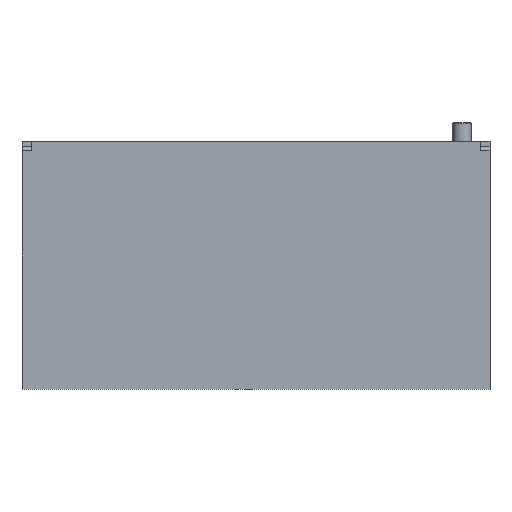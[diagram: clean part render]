
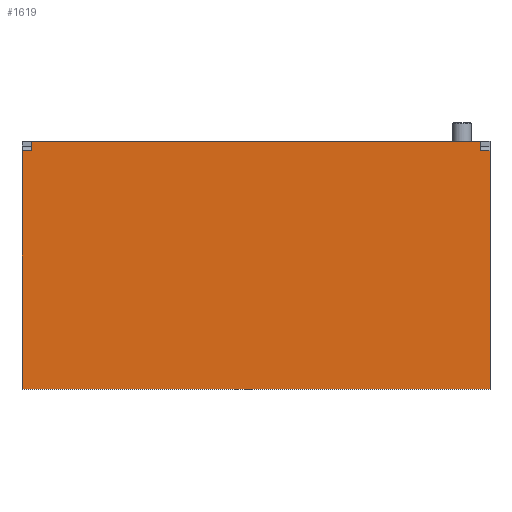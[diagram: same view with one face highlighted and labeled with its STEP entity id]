
A CAD part, front view. The second image highlights one B-rep face of the part: STEP entity #1619.
In plain terms, the highlighted planar face has unit normal (0, -1, 0).
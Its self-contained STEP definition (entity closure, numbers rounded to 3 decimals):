
#1324=CARTESIAN_POINT('',(-250.,0.,255.));
#1325=VERTEX_POINT('',#1324);
#1334=CARTESIAN_POINT('',(-240.,0.,255.));
#1335=VERTEX_POINT('',#1334);
#1343=CARTESIAN_POINT('',(-250.,0.,255.));
#1344=DIRECTION('',(1.,0.,0.));
#1345=VECTOR('',#1344,10.);
#1346=LINE('',#1343,#1345);
#1347=EDGE_CURVE('',#1325,#1335,#1346,.T.);
#1357=CARTESIAN_POINT('',(-240.,0.,265.));
#1358=VERTEX_POINT('',#1357);
#1365=CARTESIAN_POINT('',(-240.,0.,255.));
#1366=DIRECTION('',(0.,0.,1.));
#1367=VECTOR('',#1366,10.);
#1368=LINE('',#1365,#1367);
#1369=EDGE_CURVE('',#1335,#1358,#1368,.T.);
#1399=CARTESIAN_POINT('',(-250.,0.,0.));
#1400=VERTEX_POINT('',#1399);
#1407=CARTESIAN_POINT('',(-250.,0.,0.));
#1408=DIRECTION('',(0.,0.,1.));
#1409=VECTOR('',#1408,255.);
#1410=LINE('',#1407,#1409);
#1411=EDGE_CURVE('',#1400,#1325,#1410,.T.);
#1431=CARTESIAN_POINT('',(240.,0.,265.));
#1432=VERTEX_POINT('',#1431);
#1433=CARTESIAN_POINT('',(-240.,0.,265.));
#1434=DIRECTION('',(1.,0.,0.));
#1435=VECTOR('',#1434,480.);
#1436=LINE('',#1433,#1435);
#1437=EDGE_CURVE('',#1358,#1432,#1436,.T.);
#1492=CARTESIAN_POINT('',(250.,0.,255.));
#1493=VERTEX_POINT('',#1492);
#1501=CARTESIAN_POINT('',(240.,0.,255.));
#1502=VERTEX_POINT('',#1501);
#1503=CARTESIAN_POINT('',(240.,0.,255.));
#1504=DIRECTION('',(1.,0.,0.));
#1505=VECTOR('',#1504,10.);
#1506=LINE('',#1503,#1505);
#1507=EDGE_CURVE('',#1502,#1493,#1506,.T.);
#1547=CARTESIAN_POINT('',(240.,0.,265.));
#1548=DIRECTION('',(0.,0.,-1.));
#1549=VECTOR('',#1548,10.);
#1550=LINE('',#1547,#1549);
#1551=EDGE_CURVE('',#1432,#1502,#1550,.T.);
#1565=CARTESIAN_POINT('',(250.,0.,0.));
#1566=VERTEX_POINT('',#1565);
#1567=CARTESIAN_POINT('',(250.,0.,255.));
#1568=DIRECTION('',(0.,0.,-1.));
#1569=VECTOR('',#1568,255.);
#1570=LINE('',#1567,#1569);
#1571=EDGE_CURVE('',#1493,#1566,#1570,.T.);
#1599=CARTESIAN_POINT('',(0.,0.,132.5));
#1600=DIRECTION('',(1.,0.,0.));
#1601=DIRECTION('',(0.,-1.,0.));
#1602=AXIS2_PLACEMENT_3D('',#1599,#1601,#1600);
#1603=PLANE('',#1602);
#1604=ORIENTED_EDGE('',*,*,#1347,.F.);
#1605=ORIENTED_EDGE('',*,*,#1411,.F.);
#1606=CARTESIAN_POINT('',(-250.,0.,0.));
#1607=DIRECTION('',(1.,0.,0.));
#1608=VECTOR('',#1607,500.);
#1609=LINE('',#1606,#1608);
#1610=EDGE_CURVE('',#1400,#1566,#1609,.T.);
#1611=ORIENTED_EDGE('E138',*,*,#1610,.T.);
#1612=ORIENTED_EDGE('E138',*,*,#1571,.F.);
#1613=ORIENTED_EDGE('E138',*,*,#1507,.F.);
#1614=ORIENTED_EDGE('E138',*,*,#1551,.F.);
#1615=ORIENTED_EDGE('E138',*,*,#1437,.F.);
#1616=ORIENTED_EDGE('E138',*,*,#1369,.F.);
#1617=EDGE_LOOP('',(#1604,#1605,#1611,#1612,#1613,#1614,#1615,#1616));
#1618=FACE_OUTER_BOUND('',#1617,.T.);
#1619=ADVANCED_FACE('F51',(#1618),#1603,.T.);
